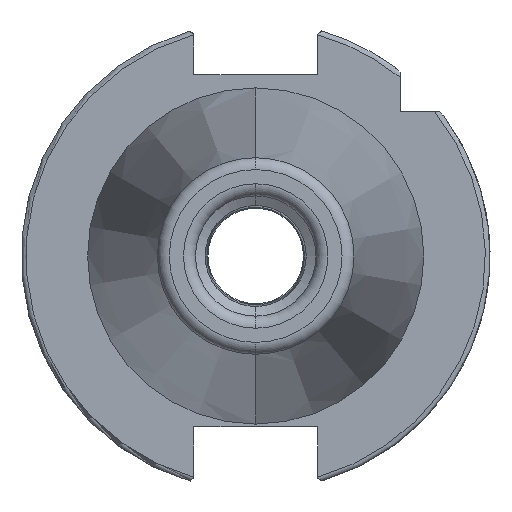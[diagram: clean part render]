
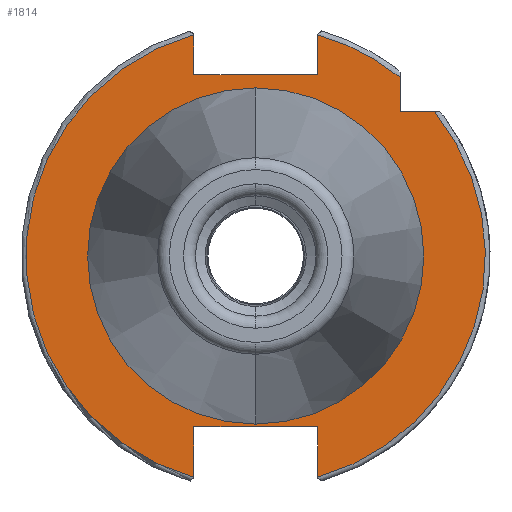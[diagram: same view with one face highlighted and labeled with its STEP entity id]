
A CAD part, left-side view. The second image highlights one B-rep face of the part: STEP entity #1814.
In plain terms, the highlighted planar face has unit normal (-1, 0, 0).
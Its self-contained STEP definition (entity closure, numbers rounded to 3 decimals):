
#68 = EDGE_CURVE ( 'NONE', #1095, #1854, #1609, .T. ) ;
#117 = EDGE_CURVE ( 'NONE', #2265, #2464, #1584, .T. ) ;
#130 = CARTESIAN_POINT ( 'NONE',  ( 3.2, -12.85, 45.963 ) ) ;
#198 = VERTEX_POINT ( 'NONE', #3423 ) ;
#293 = EDGE_CURVE ( 'NONE', #1357, #1095, #1487, .T. ) ;
#304 = VERTEX_POINT ( 'NONE', #2460 ) ;
#372 = VERTEX_POINT ( 'NONE', #1853 ) ;
#418 = FACE_OUTER_BOUND ( 'NONE', #1132, .T. ) ;
#422 = DIRECTION ( 'NONE',  ( 0., 0., -1. ) ) ;
#430 = VERTEX_POINT ( 'NONE', #1422 ) ;
#431 = DIRECTION ( 'NONE',  ( 1., 0., 0. ) ) ;
#436 = CARTESIAN_POINT ( 'NONE',  ( 3.2, 0., 0. ) ) ;
#457 = FACE_BOUND ( 'NONE', #728, .T. ) ;
#464 = EDGE_CURVE ( 'NONE', #2464, #2265, #1368, .T. ) ;
#698 = ORIENTED_EDGE ( 'NONE', *, *, #117, .T. ) ;
#702 = ORIENTED_EDGE ( 'NONE', *, *, #464, .T. ) ;
#710 = ORIENTED_EDGE ( 'NONE', *, *, #1371, .F. ) ;
#728 = EDGE_LOOP ( 'NONE', ( #702, #698 ) ) ;
#732 = CARTESIAN_POINT ( 'NONE',  ( 3.2, -30., 30. ) ) ;
#735 = ORIENTED_EDGE ( 'NONE', *, *, #1345, .F. ) ;
#740 = ORIENTED_EDGE ( 'NONE', *, *, #1289, .F. ) ;
#748 = ORIENTED_EDGE ( 'NONE', *, *, #293, .F. ) ;
#751 = ORIENTED_EDGE ( 'NONE', *, *, #68, .F. ) ;
#754 = VECTOR ( 'NONE', #3956, 1000. ) ;
#761 = ORIENTED_EDGE ( 'NONE', *, *, #3759, .F. ) ;
#765 = ORIENTED_EDGE ( 'NONE', *, *, #880, .F. ) ;
#777 = ORIENTED_EDGE ( 'NONE', *, *, #1263, .F. ) ;
#778 = CIRCLE ( 'NONE', #838, 47.725 ) ;
#784 = ORIENTED_EDGE ( 'NONE', *, *, #1208, .F. ) ;
#791 = ORIENTED_EDGE ( 'NONE', *, *, #1119, .F. ) ;
#795 = LINE ( 'NONE', #732, #754 ) ;
#796 = ORIENTED_EDGE ( 'NONE', *, *, #1053, .F. ) ;
#799 = VECTOR ( 'NONE', #3835, 1000. ) ;
#812 = LINE ( 'NONE', #3387, #799 ) ;
#838 = AXIS2_PLACEMENT_3D ( 'NONE', #3906, #3920, #3932 ) ;
#849 = VECTOR ( 'NONE', #3224, 1000. ) ;
#866 = LINE ( 'NONE', #3233, #849 ) ;
#880 = EDGE_CURVE ( 'NONE', #2206, #2311, #1148, .T. ) ;
#906 = LINE ( 'NONE', #2964, #926 ) ;
#926 = VECTOR ( 'NONE', #2975, 1000. ) ;
#940 = CIRCLE ( 'NONE', #3774, 47.725 ) ;
#957 = VECTOR ( 'NONE', #2332, 1000. ) ;
#990 = LINE ( 'NONE', #2215, #957 ) ;
#1018 = AXIS2_PLACEMENT_3D ( 'NONE', #3822, #3206, #3332 ) ;
#1053 = EDGE_CURVE ( 'NONE', #2762, #372, #990, .T. ) ;
#1087 = DIRECTION ( 'NONE',  ( 0., 0., -1. ) ) ;
#1095 = VERTEX_POINT ( 'NONE', #2383 ) ;
#1103 = DIRECTION ( 'NONE',  ( 1., 0., 0. ) ) ;
#1109 = CARTESIAN_POINT ( 'NONE',  ( 3.2, 0., 0. ) ) ;
#1114 = VECTOR ( 'NONE', #1389, 1000. ) ;
#1119 = EDGE_CURVE ( 'NONE', #2625, #2762, #940, .T. ) ;
#1132 = EDGE_LOOP ( 'NONE', ( #796, #791, #784, #777, #765, #761, #751, #748, #740, #735, #710 ) ) ;
#1148 = LINE ( 'NONE', #1623, #1114 ) ;
#1208 = EDGE_CURVE ( 'NONE', #304, #2625, #906, .T. ) ;
#1263 = EDGE_CURVE ( 'NONE', #2311, #304, #866, .T. ) ;
#1289 = EDGE_CURVE ( 'NONE', #198, #1357, #812, .T. ) ;
#1345 = EDGE_CURVE ( 'NONE', #430, #198, #778, .T. ) ;
#1357 = VERTEX_POINT ( 'NONE', #3896 ) ;
#1368 = CIRCLE ( 'NONE', #3064, 34.925 ) ;
#1371 = EDGE_CURVE ( 'NONE', #372, #430, #795, .T. ) ;
#1389 = DIRECTION ( 'NONE',  ( 0., 0., -1. ) ) ;
#1422 = CARTESIAN_POINT ( 'NONE',  ( 3.2, -37.117, 30. ) ) ;
#1476 = VECTOR ( 'NONE', #2470, 1000. ) ;
#1487 = LINE ( 'NONE', #2486, #1476 ) ;
#1584 = CIRCLE ( 'NONE', #3334, 34.925 ) ;
#1606 = VECTOR ( 'NONE', #2499, 1000. ) ;
#1609 = LINE ( 'NONE', #3571, #1606 ) ;
#1623 = CARTESIAN_POINT ( 'NONE',  ( 3.2, 12.85, 37.7 ) ) ;
#1814 = ADVANCED_FACE ( 'NONE', ( #418, #457 ), #4044, .T. ) ;
#1853 = CARTESIAN_POINT ( 'NONE',  ( 3.2, -30., 30. ) ) ;
#1854 = VERTEX_POINT ( 'NONE', #3027 ) ;
#1888 = CARTESIAN_POINT ( 'NONE',  ( 3.2, 0., -34.925 ) ) ;
#2156 = CARTESIAN_POINT ( 'NONE',  ( 3.2, -30., 37.117 ) ) ;
#2206 = VERTEX_POINT ( 'NONE', #3008 ) ;
#2215 = CARTESIAN_POINT ( 'NONE',  ( 3.2, -30., 30. ) ) ;
#2265 = VERTEX_POINT ( 'NONE', #3226 ) ;
#2311 = VERTEX_POINT ( 'NONE', #3656 ) ;
#2332 = DIRECTION ( 'NONE',  ( 0., 0., -1. ) ) ;
#2383 = CARTESIAN_POINT ( 'NONE',  ( 3.2, 12.85, -35.5 ) ) ;
#2460 = CARTESIAN_POINT ( 'NONE',  ( 3.2, -12.85, 37.7 ) ) ;
#2464 = VERTEX_POINT ( 'NONE', #1888 ) ;
#2470 = DIRECTION ( 'NONE',  ( 0., 1., 0. ) ) ;
#2486 = CARTESIAN_POINT ( 'NONE',  ( 3.2, 12.85, -35.5 ) ) ;
#2499 = DIRECTION ( 'NONE',  ( 0., 0., -1. ) ) ;
#2614 = CARTESIAN_POINT ( 'NONE',  ( 3.2, 0., 0. ) ) ;
#2622 = DIRECTION ( 'NONE',  ( 1., 0., 0. ) ) ;
#2625 = VERTEX_POINT ( 'NONE', #130 ) ;
#2630 = DIRECTION ( 'NONE',  ( 0., 0., -1. ) ) ;
#2762 = VERTEX_POINT ( 'NONE', #2156 ) ;
#2919 = CIRCLE ( 'NONE', #1018, 47.725 ) ;
#2964 = CARTESIAN_POINT ( 'NONE',  ( 3.2, -12.85, 37.7 ) ) ;
#2975 = DIRECTION ( 'NONE',  ( 0., 0., 1. ) ) ;
#3008 = CARTESIAN_POINT ( 'NONE',  ( 3.2, 12.85, 45.963 ) ) ;
#3027 = CARTESIAN_POINT ( 'NONE',  ( 3.2, 12.85, -45.963 ) ) ;
#3064 = AXIS2_PLACEMENT_3D ( 'NONE', #1109, #1103, #1087 ) ;
#3206 = DIRECTION ( 'NONE',  ( 1., 0., 0. ) ) ;
#3224 = DIRECTION ( 'NONE',  ( 0., -1., 0. ) ) ;
#3226 = CARTESIAN_POINT ( 'NONE',  ( 3.2, 0., 34.925 ) ) ;
#3233 = CARTESIAN_POINT ( 'NONE',  ( 3.2, 12.85, 37.7 ) ) ;
#3239 = AXIS2_PLACEMENT_3D ( 'NONE', #3899, #3874, #3987 ) ;
#3332 = DIRECTION ( 'NONE',  ( 0., 0., -1. ) ) ;
#3334 = AXIS2_PLACEMENT_3D ( 'NONE', #436, #431, #422 ) ;
#3387 = CARTESIAN_POINT ( 'NONE',  ( 3.2, -12.85, -47. ) ) ;
#3423 = CARTESIAN_POINT ( 'NONE',  ( 3.2, -12.85, -45.963 ) ) ;
#3571 = CARTESIAN_POINT ( 'NONE',  ( 3.2, 12.85, -47. ) ) ;
#3656 = CARTESIAN_POINT ( 'NONE',  ( 3.2, 12.85, 37.7 ) ) ;
#3759 = EDGE_CURVE ( 'NONE', #1854, #2206, #2919, .T. ) ;
#3774 = AXIS2_PLACEMENT_3D ( 'NONE', #2614, #2622, #2630 ) ;
#3822 = CARTESIAN_POINT ( 'NONE',  ( 3.2, 0., 0. ) ) ;
#3835 = DIRECTION ( 'NONE',  ( 0., 0., 1. ) ) ;
#3874 = DIRECTION ( 'NONE',  ( -1., 0., 0. ) ) ;
#3896 = CARTESIAN_POINT ( 'NONE',  ( 3.2, -12.85, -35.5 ) ) ;
#3899 = CARTESIAN_POINT ( 'NONE',  ( 3.2, 47.725, 0. ) ) ;
#3906 = CARTESIAN_POINT ( 'NONE',  ( 3.2, 0., 0. ) ) ;
#3920 = DIRECTION ( 'NONE',  ( 1., 0., 0. ) ) ;
#3932 = DIRECTION ( 'NONE',  ( 0., 0., -1. ) ) ;
#3956 = DIRECTION ( 'NONE',  ( 0., -1., 0. ) ) ;
#3987 = DIRECTION ( 'NONE',  ( 0., 0., 1. ) ) ;
#4044 = PLANE ( 'NONE',  #3239 ) ;
